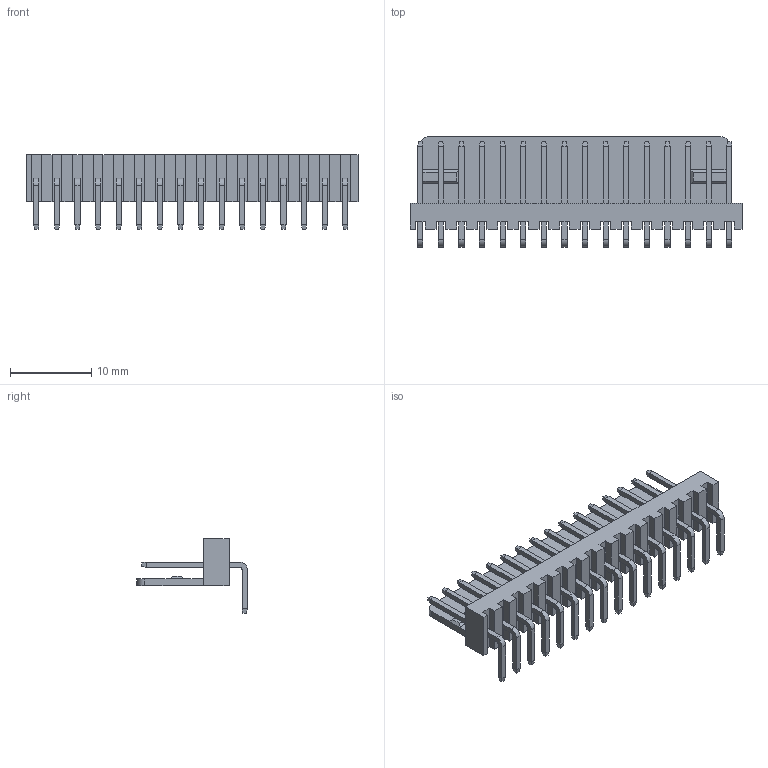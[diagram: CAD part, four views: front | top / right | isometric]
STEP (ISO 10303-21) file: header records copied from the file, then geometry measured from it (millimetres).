
FILE_DESCRIPTION (( 'STEP AP203' ), '1' );
FILE_NAME ('11634, SWR25X-NRTC-S16-RB-BA.STEP', '2015-05-20T02:18:15', ( '' ), ( '' ), 'SwSTEP 2.0', 'SolidWorks 2012', '' );
FILE_SCHEMA (( 'CONFIG_CONTROL_DESIGN' ));
Length unit declared in the file: millimetre
Products named in the file (1): 11634, SWR25X-NRTC-S16-RB-BA
Bounding box: 40.94 x 13.62 x 9.2 mm (x, y, z)
Volume: 1034.2 mm3; surface area: 2227.1 mm2
Topology: 3 solids, 3 shells, 502 faces, 1208 edges, 740 vertices
Faces by surface type: plane 468, cylinder 34
Entity records: 14173 total; most frequent: CARTESIAN_POINT 2451, ORIENTED_EDGE 2416, DIRECTION 2282, EDGE_CURVE 1208, VECTOR 1140, LINE 1140, VERTEX_POINT 740, AXIS2_PLACEMENT_3D 571
